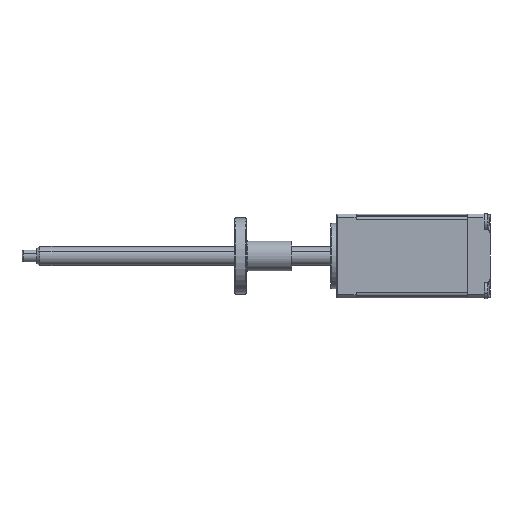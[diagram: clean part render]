
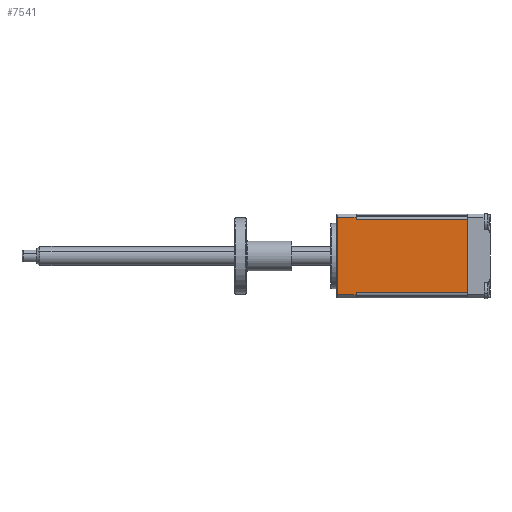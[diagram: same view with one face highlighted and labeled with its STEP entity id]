
A CAD part, left-side view. The second image highlights one B-rep face of the part: STEP entity #7541.
In plain terms, the highlighted planar face has unit normal (-1, 0, 0).
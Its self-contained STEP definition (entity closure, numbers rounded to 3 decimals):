
#2 = EDGE_CURVE ( 'NONE', #3986, #8260, #7757, .T. ) ;
#190 = FACE_OUTER_BOUND ( 'NONE', #3293, .T. ) ;
#557 = ORIENTED_EDGE ( 'NONE', *, *, #7132, .F. ) ;
#609 = CARTESIAN_POINT ( 'NONE',  ( -12.711, 16.476, 20.698 ) ) ;
#648 = PLANE ( 'NONE',  #7783 ) ;
#731 = ORIENTED_EDGE ( 'NONE', *, *, #2, .F. ) ;
#1141 = DIRECTION ( 'NONE',  ( 0., 0., -1. ) ) ;
#1166 = VECTOR ( 'NONE', #3944, 1000. ) ;
#1459 = DIRECTION ( 'NONE',  ( 0., 1., 0. ) ) ;
#1510 = CARTESIAN_POINT ( 'NONE',  ( -12.711, -19.524, 45.847 ) ) ;
#1589 = VECTOR ( 'NONE', #2251, 1000. ) ;
#1594 = CARTESIAN_POINT ( 'NONE',  ( -12.711, -19.524, 21.353 ) ) ;
#1692 = LINE ( 'NONE', #8190, #8340 ) ;
#1742 = VECTOR ( 'NONE', #2984, 1000. ) ;
#1847 = CARTESIAN_POINT ( 'NONE',  ( -12.711, 23.876, 46.502 ) ) ;
#1986 = ORIENTED_EDGE ( 'NONE', *, *, #3173, .F. ) ;
#2251 = DIRECTION ( 'NONE',  ( 0., 0., -1. ) ) ;
#2340 = DIRECTION ( 'NONE',  ( 1., 0., 0. ) ) ;
#2490 = EDGE_CURVE ( 'NONE', #4203, #9818, #6163, .T. ) ;
#2658 = VERTEX_POINT ( 'NONE', #6822 ) ;
#2785 = VERTEX_POINT ( 'NONE', #6203 ) ;
#2819 = CARTESIAN_POINT ( 'NONE',  ( -12.711, 17.576, 20.698 ) ) ;
#2984 = DIRECTION ( 'NONE',  ( 0., 0., -1. ) ) ;
#3145 = CARTESIAN_POINT ( 'NONE',  ( -12.711, -19.524, 45.847 ) ) ;
#3173 = EDGE_CURVE ( 'NONE', #5930, #2785, #3809, .T. ) ;
#3197 = DIRECTION ( 'NONE',  ( 0., 0., -1. ) ) ;
#3293 = EDGE_LOOP ( 'NONE', ( #4330, #1986, #5957, #7743, #557, #8429, #7733, #731 ) ) ;
#3458 = VECTOR ( 'NONE', #4822, 1000. ) ;
#3546 = CARTESIAN_POINT ( 'NONE',  ( -12.711, -19.524, 45.847 ) ) ;
#3719 = LINE ( 'NONE', #3145, #3458 ) ;
#3809 = LINE ( 'NONE', #9006, #1589 ) ;
#3908 = EDGE_CURVE ( 'NONE', #5930, #4203, #10096, .T. ) ;
#3944 = DIRECTION ( 'NONE',  ( 0., 1., 0. ) ) ;
#3986 = VERTEX_POINT ( 'NONE', #4933 ) ;
#4063 = DIRECTION ( 'NONE',  ( 0., 1., 0. ) ) ;
#4203 = VERTEX_POINT ( 'NONE', #1847 ) ;
#4330 = ORIENTED_EDGE ( 'NONE', *, *, #8263, .T. ) ;
#4462 = EDGE_CURVE ( 'NONE', #2658, #4759, #1692, .T. ) ;
#4514 = EDGE_CURVE ( 'NONE', #8260, #2658, #5843, .T. ) ;
#4759 = VERTEX_POINT ( 'NONE', #2819 ) ;
#4796 = CARTESIAN_POINT ( 'NONE',  ( -12.711, 16.476, 46.502 ) ) ;
#4822 = DIRECTION ( 'NONE',  ( 0., 1., 0. ) ) ;
#4933 = CARTESIAN_POINT ( 'NONE',  ( -12.711, -19.524, 45.847 ) ) ;
#5041 = VECTOR ( 'NONE', #1459, 1000. ) ;
#5565 = VECTOR ( 'NONE', #1141, 1000. ) ;
#5843 = LINE ( 'NONE', #1594, #6373 ) ;
#5930 = VERTEX_POINT ( 'NONE', #7038 ) ;
#5957 = ORIENTED_EDGE ( 'NONE', *, *, #3908, .T. ) ;
#6163 = LINE ( 'NONE', #9709, #1742 ) ;
#6203 = CARTESIAN_POINT ( 'NONE',  ( -12.711, 17.576, 45.847 ) ) ;
#6373 = VECTOR ( 'NONE', #4063, 1000. ) ;
#6822 = CARTESIAN_POINT ( 'NONE',  ( -12.711, 17.576, 21.353 ) ) ;
#7038 = CARTESIAN_POINT ( 'NONE',  ( -12.711, 17.576, 46.502 ) ) ;
#7132 = EDGE_CURVE ( 'NONE', #4759, #9818, #9794, .T. ) ;
#7541 = ADVANCED_FACE ( 'NONE', ( #190 ), #648, .F. ) ;
#7733 = ORIENTED_EDGE ( 'NONE', *, *, #4514, .F. ) ;
#7743 = ORIENTED_EDGE ( 'NONE', *, *, #2490, .T. ) ;
#7757 = LINE ( 'NONE', #3546, #5565 ) ;
#7783 = AXIS2_PLACEMENT_3D ( 'NONE', #1510, #2340, #8171 ) ;
#8171 = DIRECTION ( 'NONE',  ( 0., 0., 1. ) ) ;
#8190 = CARTESIAN_POINT ( 'NONE',  ( -12.711, 17.576, 20.698 ) ) ;
#8253 = CARTESIAN_POINT ( 'NONE',  ( -12.711, 23.876, 20.698 ) ) ;
#8260 = VERTEX_POINT ( 'NONE', #9003 ) ;
#8263 = EDGE_CURVE ( 'NONE', #3986, #2785, #3719, .T. ) ;
#8340 = VECTOR ( 'NONE', #3197, 1000. ) ;
#8429 = ORIENTED_EDGE ( 'NONE', *, *, #4462, .F. ) ;
#9003 = CARTESIAN_POINT ( 'NONE',  ( -12.711, -19.524, 21.353 ) ) ;
#9006 = CARTESIAN_POINT ( 'NONE',  ( -12.711, 17.576, 20.698 ) ) ;
#9709 = CARTESIAN_POINT ( 'NONE',  ( -12.711, 23.876, 20.698 ) ) ;
#9794 = LINE ( 'NONE', #609, #5041 ) ;
#9818 = VERTEX_POINT ( 'NONE', #8253 ) ;
#10096 = LINE ( 'NONE', #4796, #1166 ) ;
